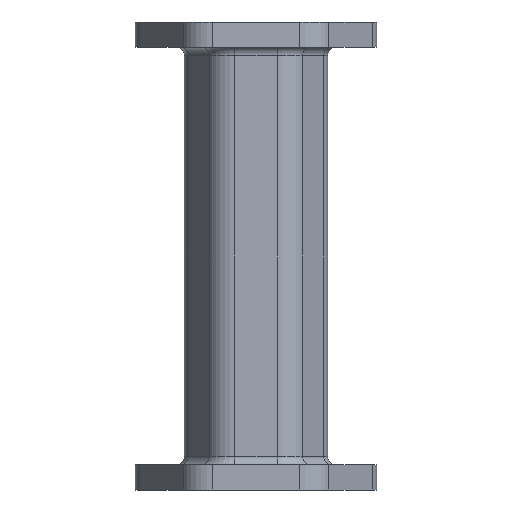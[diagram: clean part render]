
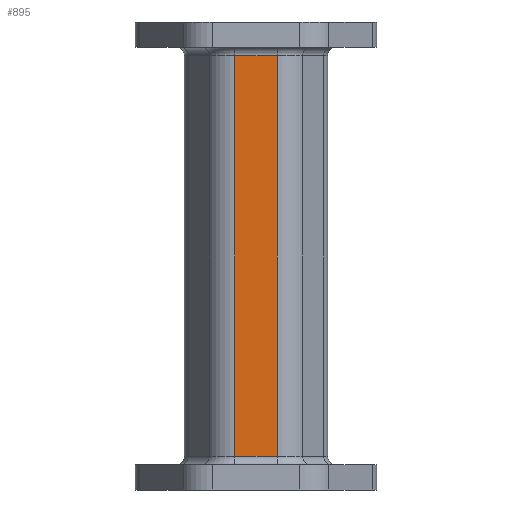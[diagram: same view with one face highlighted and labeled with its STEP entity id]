
A CAD part, front view. The second image highlights one B-rep face of the part: STEP entity #895.
In plain terms, the highlighted planar face has unit normal (0, -1, 0).
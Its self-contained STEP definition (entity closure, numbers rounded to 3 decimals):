
#59 = VECTOR ( 'NONE', #1103, 1000. ) ;
#180 = LINE ( 'NONE', #3194, #2377 ) ;
#306 = ORIENTED_EDGE ( 'NONE', *, *, #382, .T. ) ;
#382 = EDGE_CURVE ( 'NONE', #2572, #2400, #180, .T. ) ;
#402 = EDGE_LOOP ( 'NONE', ( #3226, #306, #1700, #2196 ) ) ;
#525 = AXIS2_PLACEMENT_3D ( 'NONE', #1482, #2494, #3007 ) ;
#622 = CARTESIAN_POINT ( 'NONE',  ( 2.511, -7.85, -23.85 ) ) ;
#748 = PLANE ( 'NONE',  #525 ) ;
#842 = FACE_OUTER_BOUND ( 'NONE', #402, .T. ) ;
#843 = CARTESIAN_POINT ( 'NONE',  ( -2.511, -7.85, -23.85 ) ) ;
#895 = ADVANCED_FACE ( 'NONE', ( #842 ), #748, .F. ) ;
#1103 = DIRECTION ( 'NONE',  ( 1., 0., 0. ) ) ;
#1108 = EDGE_CURVE ( 'NONE', #2400, #3192, #3083, .T. ) ;
#1176 = VERTEX_POINT ( 'NONE', #1348 ) ;
#1235 = EDGE_CURVE ( 'NONE', #2572, #1176, #2879, .T. ) ;
#1339 = DIRECTION ( 'NONE',  ( 0., 0., -1. ) ) ;
#1348 = CARTESIAN_POINT ( 'NONE',  ( 2.511, -7.85, -23.85 ) ) ;
#1401 = LINE ( 'NONE', #622, #59 ) ;
#1482 = CARTESIAN_POINT ( 'NONE',  ( 0., -7.85, 27.85 ) ) ;
#1572 = CARTESIAN_POINT ( 'NONE',  ( -2.511, -7.85, 27.85 ) ) ;
#1700 = ORIENTED_EDGE ( 'NONE', *, *, #1108, .T. ) ;
#1905 = VECTOR ( 'NONE', #3096, 1000. ) ;
#1979 = VECTOR ( 'NONE', #1339, 1000. ) ;
#2194 = DIRECTION ( 'NONE',  ( -1., 0., 0. ) ) ;
#2196 = ORIENTED_EDGE ( 'NONE', *, *, #2432, .T. ) ;
#2377 = VECTOR ( 'NONE', #2194, 1000. ) ;
#2400 = VERTEX_POINT ( 'NONE', #3105 ) ;
#2407 = CARTESIAN_POINT ( 'NONE',  ( 2.511, -7.85, 23.85 ) ) ;
#2432 = EDGE_CURVE ( 'NONE', #3192, #1176, #1401, .T. ) ;
#2494 = DIRECTION ( 'NONE',  ( 0., 1., 0. ) ) ;
#2570 = CARTESIAN_POINT ( 'NONE',  ( 2.511, -7.85, 27.85 ) ) ;
#2572 = VERTEX_POINT ( 'NONE', #2407 ) ;
#2879 = LINE ( 'NONE', #2570, #1979 ) ;
#3007 = DIRECTION ( 'NONE',  ( 0., 0., 1. ) ) ;
#3083 = LINE ( 'NONE', #1572, #1905 ) ;
#3096 = DIRECTION ( 'NONE',  ( 0., 0., -1. ) ) ;
#3105 = CARTESIAN_POINT ( 'NONE',  ( -2.511, -7.85, 23.85 ) ) ;
#3192 = VERTEX_POINT ( 'NONE', #843 ) ;
#3194 = CARTESIAN_POINT ( 'NONE',  ( -2.511, -7.85, 23.85 ) ) ;
#3226 = ORIENTED_EDGE ( 'NONE', *, *, #1235, .F. ) ;
